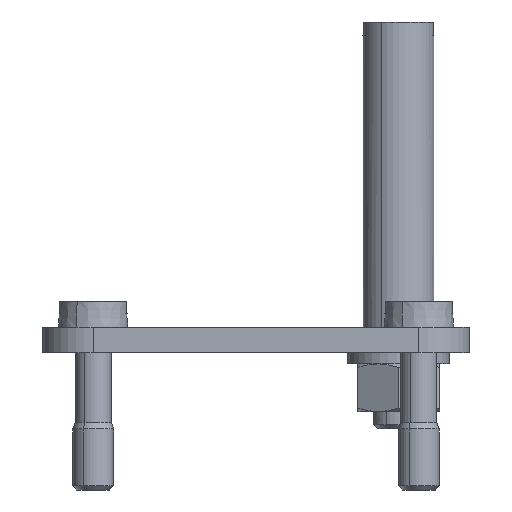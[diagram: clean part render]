
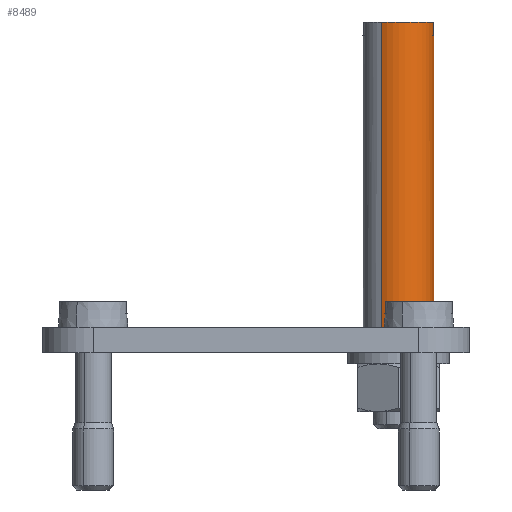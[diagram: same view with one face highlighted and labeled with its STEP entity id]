
A CAD part, front view. The second image highlights one B-rep face of the part: STEP entity #8489.
In plain terms, the highlighted cylindrical face has radius 3.5 mm (diameter 7 mm), a partial arc.
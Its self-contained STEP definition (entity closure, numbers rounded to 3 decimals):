
#1930=AXIS2_PLACEMENT_3D('Circle Axis2P3D',#1928,#1929,$) ;
#8249=AXIS2_PLACEMENT_3D('Circle Axis2P3D',#8247,#8248,$) ;
#8431=AXIS2_PLACEMENT_3D('Cylinder Axis2P3D',#8428,#8429,#8430) ;
#8471=AXIS2_PLACEMENT_3D('Circle Axis2P3D',#8469,#8470,$) ;
#8476=AXIS2_PLACEMENT_3D('Circle Axis2P3D',#8474,#8475,$) ;
#1923=CARTESIAN_POINT('Vertex',(33.322,94.928,16.)) ;
#1925=CARTESIAN_POINT('Vertex',(36.678,101.072,16.)) ;
#1928=CARTESIAN_POINT('Axis2P3D Location',(35.,98.,16.)) ;
#8189=CARTESIAN_POINT('Vertex',(38.448,98.6,44.7)) ;
#8194=CARTESIAN_POINT('Line Origine',(38.448,98.6,45.35)) ;
#8198=CARTESIAN_POINT('Vertex',(38.448,98.6,46.)) ;
#8244=CARTESIAN_POINT('Vertex',(38.448,97.4,44.7)) ;
#8247=CARTESIAN_POINT('Axis2P3D Location',(35.,98.,44.7)) ;
#8276=CARTESIAN_POINT('Vertex',(38.448,97.4,46.)) ;
#8279=CARTESIAN_POINT('Line Origine',(38.448,97.4,45.35)) ;
#8428=CARTESIAN_POINT('Axis2P3D Location',(35.,98.,26.)) ;
#8437=CARTESIAN_POINT('Vertex',(36.678,101.072,46.)) ;
#8440=CARTESIAN_POINT('Line Origine',(36.678,101.072,31.)) ;
#8445=CARTESIAN_POINT('Line Origine',(33.322,94.928,31.)) ;
#8449=CARTESIAN_POINT('Vertex',(33.322,94.928,46.)) ;
#8469=CARTESIAN_POINT('Axis2P3D Location',(35.,98.,46.)) ;
#8474=CARTESIAN_POINT('Axis2P3D Location',(35.,98.,46.)) ;
#1929=DIRECTION('Axis2P3D Direction',(0.,-0.,1.)) ;
#8195=DIRECTION('Vector Direction',(0.,0.,-1.)) ;
#8248=DIRECTION('Axis2P3D Direction',(0.,0.,-1.)) ;
#8280=DIRECTION('Vector Direction',(0.,0.,-1.)) ;
#8429=DIRECTION('Axis2P3D Direction',(0.,0.,-1.)) ;
#8430=DIRECTION('Axis2P3D XDirection',(0.479,0.878,0.)) ;
#8441=DIRECTION('Vector Direction',(0.,0.,-1.)) ;
#8446=DIRECTION('Vector Direction',(0.,0.,-1.)) ;
#8470=DIRECTION('Axis2P3D Direction',(0.,0.,-1.)) ;
#8475=DIRECTION('Axis2P3D Direction',(0.,0.,-1.)) ;
#8196=VECTOR('Line Direction',#8195,1.) ;
#8281=VECTOR('Line Direction',#8280,1.) ;
#8442=VECTOR('Line Direction',#8441,1.) ;
#8447=VECTOR('Line Direction',#8446,1.) ;
#8480=ORIENTED_EDGE('',*,*,#8473,.T.) ;
#8481=ORIENTED_EDGE('',*,*,#8451,.F.) ;
#8482=ORIENTED_EDGE('',*,*,#1932,.F.) ;
#8483=ORIENTED_EDGE('',*,*,#8444,.T.) ;
#8484=ORIENTED_EDGE('',*,*,#8478,.T.) ;
#8485=ORIENTED_EDGE('',*,*,#8200,.T.) ;
#8486=ORIENTED_EDGE('',*,*,#8251,.T.) ;
#8487=ORIENTED_EDGE('',*,*,#8283,.F.) ;
#8489=ADVANCED_FACE('Hauptk\X2\00F6\X0\rper',(#8488),#8432,.T.) ;
#1931=CIRCLE('generated circle',#1930,3.5) ;
#8250=CIRCLE('generated circle',#8249,3.5) ;
#8472=CIRCLE('generated circle',#8471,3.5) ;
#8477=CIRCLE('generated circle',#8476,3.5) ;
#8432=CYLINDRICAL_SURFACE('generated cylinder',#8431,3.5) ;
#1932=EDGE_CURVE('',#1926,#1924,#1931,.F.) ;
#8200=EDGE_CURVE('',#8199,#8190,#8197,.T.) ;
#8251=EDGE_CURVE('',#8190,#8245,#8250,.T.) ;
#8283=EDGE_CURVE('',#8277,#8245,#8282,.T.) ;
#8444=EDGE_CURVE('',#1926,#8438,#8443,.F.) ;
#8451=EDGE_CURVE('',#1924,#8450,#8448,.F.) ;
#8473=EDGE_CURVE('',#8277,#8450,#8472,.T.) ;
#8478=EDGE_CURVE('',#8438,#8199,#8477,.T.) ;
#8479=EDGE_LOOP('',(#8480,#8481,#8482,#8483,#8484,#8485,#8486,#8487)) ;
#8488=FACE_OUTER_BOUND('',#8479,.T.) ;
#8197=LINE('Line',#8194,#8196) ;
#8282=LINE('Line',#8279,#8281) ;
#8443=LINE('Line',#8440,#8442) ;
#8448=LINE('Line',#8445,#8447) ;
#1924=VERTEX_POINT('',#1923) ;
#1926=VERTEX_POINT('',#1925) ;
#8190=VERTEX_POINT('',#8189) ;
#8199=VERTEX_POINT('',#8198) ;
#8245=VERTEX_POINT('',#8244) ;
#8277=VERTEX_POINT('',#8276) ;
#8438=VERTEX_POINT('',#8437) ;
#8450=VERTEX_POINT('',#8449) ;
